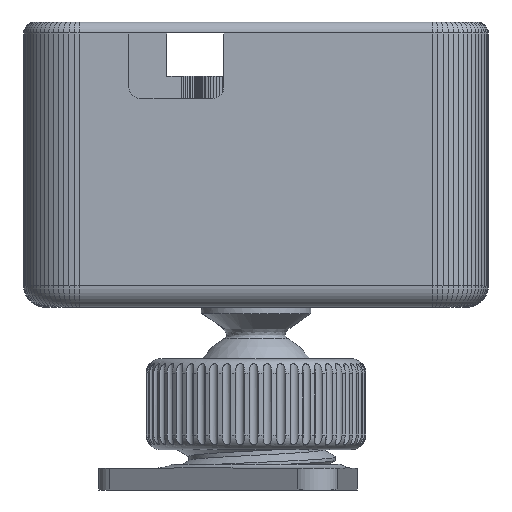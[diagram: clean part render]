
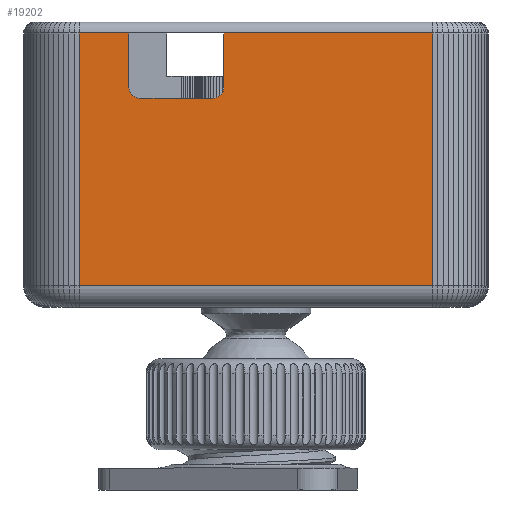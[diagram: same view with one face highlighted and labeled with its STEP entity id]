
A CAD part, front view. The second image highlights one B-rep face of the part: STEP entity #19202.
In plain terms, the highlighted planar face has unit normal (0, -1, 0).
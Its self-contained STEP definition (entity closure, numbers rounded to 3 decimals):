
#546=PLANE('',#20722);
#1378=FACE_OUTER_BOUND('',#2480,.T.);
#2480=EDGE_LOOP('',(#14708,#14709,#14710,#14711,#14712,#14713,#14714,#14715,
#14716,#14717));
#3550=CIRCLE('',#20723,1.5);
#3551=CIRCLE('',#20724,1.5);
#4217=LINE('',#36188,#6246);
#4479=LINE('',#36944,#6508);
#4639=LINE('',#37579,#6668);
#4640=LINE('',#37582,#6669);
#4641=LINE('',#37584,#6670);
#4642=LINE('',#37586,#6671);
#4643=LINE('',#37590,#6672);
#4644=LINE('',#37593,#6673);
#6246=VECTOR('',#22874,10.);
#6508=VECTOR('',#23514,10.);
#6668=VECTOR('',#23982,10.);
#6669=VECTOR('',#23985,10.);
#6670=VECTOR('',#23986,10.);
#6671=VECTOR('',#23987,10.);
#6672=VECTOR('',#23990,10.);
#6673=VECTOR('',#23993,10.);
#8491=VERTEX_POINT('',#36185);
#8492=VERTEX_POINT('',#36187);
#8746=VERTEX_POINT('',#36937);
#8748=VERTEX_POINT('',#36943);
#8923=VERTEX_POINT('',#37581);
#8924=VERTEX_POINT('',#37583);
#8925=VERTEX_POINT('',#37585);
#8926=VERTEX_POINT('',#37587);
#8927=VERTEX_POINT('',#37589);
#8928=VERTEX_POINT('',#37591);
#10519=EDGE_CURVE('',#8492,#8491,#4217,.F.);
#10872=EDGE_CURVE('',#8746,#8748,#4479,.T.);
#11120=EDGE_CURVE('',#8748,#8491,#4639,.T.);
#11121=EDGE_CURVE('',#8746,#8923,#4640,.T.);
#11122=EDGE_CURVE('',#8923,#8924,#4641,.F.);
#11123=EDGE_CURVE('',#8924,#8925,#4642,.T.);
#11124=EDGE_CURVE('',#8925,#8926,#3550,.T.);
#11125=EDGE_CURVE('',#8926,#8927,#4643,.T.);
#11126=EDGE_CURVE('',#8927,#8928,#3551,.T.);
#11127=EDGE_CURVE('',#8928,#8492,#4644,.T.);
#14708=ORIENTED_EDGE('',*,*,#10872,.F.);
#14709=ORIENTED_EDGE('',*,*,#11121,.T.);
#14710=ORIENTED_EDGE('',*,*,#11122,.T.);
#14711=ORIENTED_EDGE('',*,*,#11123,.T.);
#14712=ORIENTED_EDGE('',*,*,#11124,.T.);
#14713=ORIENTED_EDGE('',*,*,#11125,.T.);
#14714=ORIENTED_EDGE('',*,*,#11126,.T.);
#14715=ORIENTED_EDGE('',*,*,#11127,.T.);
#14716=ORIENTED_EDGE('',*,*,#10519,.T.);
#14717=ORIENTED_EDGE('',*,*,#11120,.F.);
#19202=ADVANCED_FACE('',(#1378),#546,.T.);
#20722=AXIS2_PLACEMENT_3D('',#37580,#23983,#23984);
#20723=AXIS2_PLACEMENT_3D('',#37588,#23988,#23989);
#20724=AXIS2_PLACEMENT_3D('',#37592,#23991,#23992);
#22874=DIRECTION('',(1.,0.,0.));
#23514=DIRECTION('',(-1.,0.,0.));
#23982=DIRECTION('',(0.,0.,1.));
#23983=DIRECTION('center_axis',(0.,-1.,0.));
#23984=DIRECTION('ref_axis',(1.,0.,0.));
#23985=DIRECTION('',(0.,0.,1.));
#23986=DIRECTION('',(1.,0.,0.));
#23987=DIRECTION('',(0.,0.,-1.));
#23988=DIRECTION('center_axis',(0.,1.,0.));
#23989=DIRECTION('ref_axis',(0.,0.,-1.));
#23990=DIRECTION('',(-1.,0.,0.));
#23991=DIRECTION('center_axis',(0.,1.,0.));
#23992=DIRECTION('ref_axis',(-1.,0.,0.));
#23993=DIRECTION('',(0.,0.,1.));
#36185=CARTESIAN_POINT('',(148.514,-154.9,48.873));
#36187=CARTESIAN_POINT('',(155.258,-154.9,48.873));
#36188=CARTESIAN_POINT('',(160.557,-154.9,48.873));
#36937=CARTESIAN_POINT('',(196.686,-154.9,14.45));
#36943=CARTESIAN_POINT('',(148.514,-154.9,14.45));
#36944=CARTESIAN_POINT('',(160.557,-154.9,14.45));
#37579=CARTESIAN_POINT('',(148.514,-154.9,11.45));
#37580=CARTESIAN_POINT('Origin',(148.514,-154.9,11.45));
#37581=CARTESIAN_POINT('',(196.686,-154.9,48.873));
#37582=CARTESIAN_POINT('',(196.686,-154.9,11.45));
#37583=CARTESIAN_POINT('',(168.198,-154.9,48.873));
#37584=CARTESIAN_POINT('',(160.557,-154.9,48.873));
#37585=CARTESIAN_POINT('',(168.198,-154.9,41.458));
#37586=CARTESIAN_POINT('',(168.198,-154.9,30.324));
#37587=CARTESIAN_POINT('',(166.698,-154.9,39.958));
#37588=CARTESIAN_POINT('Origin',(166.698,-154.9,41.458));
#37589=CARTESIAN_POINT('',(156.758,-154.9,39.958));
#37590=CARTESIAN_POINT('',(157.606,-154.9,39.958));
#37591=CARTESIAN_POINT('',(155.258,-154.9,41.458));
#37592=CARTESIAN_POINT('Origin',(156.758,-154.9,41.458));
#37593=CARTESIAN_POINT('',(155.258,-154.9,26.454));
